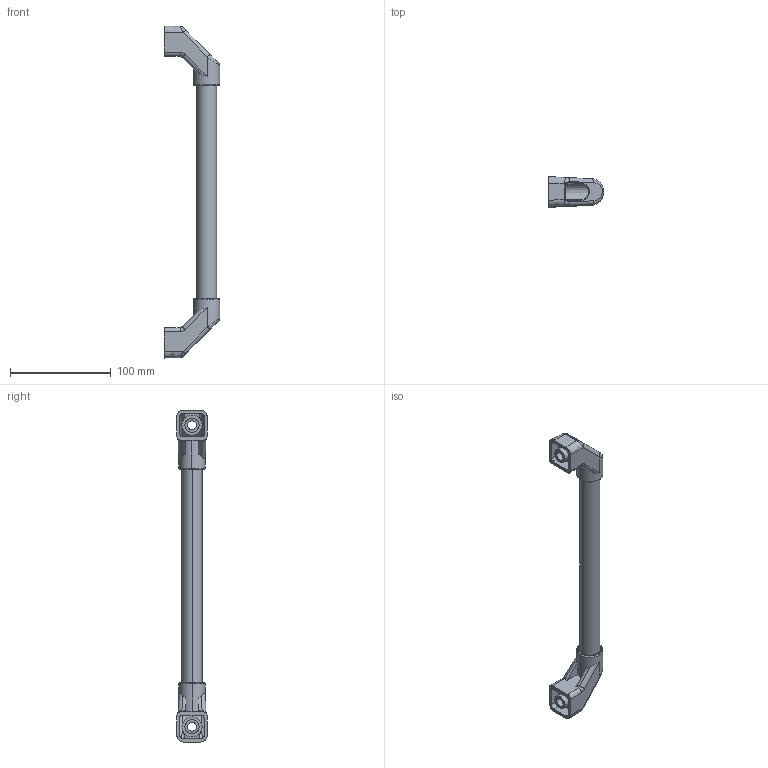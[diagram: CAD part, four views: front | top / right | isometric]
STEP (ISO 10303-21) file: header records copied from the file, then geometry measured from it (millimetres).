
FILE_DESCRIPTION (( 'STEP AP214' ), '1' );
FILE_NAME ('Ðó÷êà äâåðíàÿ àëþìèíèåâàÿ, 300 ìì.STEP', '2019-04-04T11:04:50', ( 'Ïîëüçîâàòåëü Windows' ), ( '' ), 'SwSTEP 2.0', 'SolidWorks 2018', '' );
FILE_SCHEMA (( 'AUTOMOTIVE_DESIGN' ));
Length unit declared in the file: millimetre
Products named in the file (3): Îñíîâàíèå ðó÷êè 250ìì_00; 釔02.L.step_00; Ðó÷êà äâåðíàÿ àëþìèíèåâàÿ, 300 ìì
Assembly tree (3 placements, depth 2):
  Ðó÷êà äâåðíàÿ àëþìèíèåâàÿ, 300 ìì
    釔02.L.step_00  x2
    Îñíîâàíèå ðó÷êè 250ìì_00
Bounding box: 55 x 30 x 330 mm (x, y, z)
Volume: 22937.1 mm3; surface area: 49554.3 mm2
Topology: 1 solids, 3 shells, 144 faces, 360 edges, 224 vertices
Faces by surface type: plane 60, cylinder 48, bspline 26, torus 8, cone 2
Entity records: 3581 total; most frequent: CARTESIAN_POINT 2100, ORIENTED_EDGE 353, EDGE_CURVE 186, DIRECTION 166, B_SPLINE_CURVE_WITH_KNOTS 159, VERTEX_POINT 116, EDGE_LOOP 82, AXIS2_PLACEMENT_3D 79
